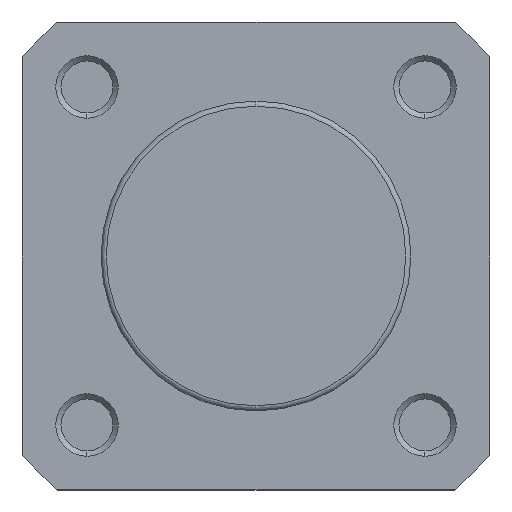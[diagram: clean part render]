
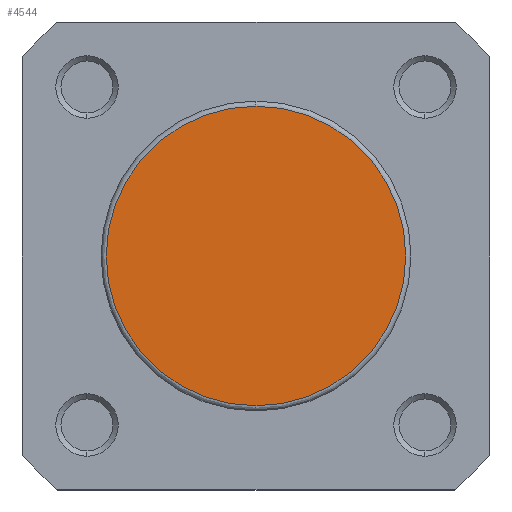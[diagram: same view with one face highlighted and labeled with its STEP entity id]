
A CAD part, left-side view. The second image highlights one B-rep face of the part: STEP entity #4544.
In plain terms, the highlighted planar face has unit normal (-1, 0, 0).
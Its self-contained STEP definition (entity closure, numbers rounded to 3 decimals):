
#289 = ORIENTED_EDGE ( 'NONE', *, *, #1196, .T. ) ;
#290 = ORIENTED_EDGE ( 'NONE', *, *, #1140, .T. ) ;
#610 = EDGE_LOOP ( 'NONE', ( #290, #289 ) ) ;
#1140 = EDGE_CURVE ( 'NONE', #1931, #1930, #4816, .T. ) ;
#1196 = EDGE_CURVE ( 'NONE', #1930, #1931, #4902, .T. ) ;
#1493 = AXIS2_PLACEMENT_3D ( 'NONE', #2469, #2470, #2471 ) ;
#1516 = AXIS2_PLACEMENT_3D ( 'NONE', #2598, #2605, #2606 ) ;
#1930 = VERTEX_POINT ( 'NONE', #3231 ) ;
#1931 = VERTEX_POINT ( 'NONE', #3232 ) ;
#2469 = CARTESIAN_POINT ( 'NONE',  ( 0., 0., 0. ) ) ;
#2470 = DIRECTION ( 'NONE',  ( -1., 0., 0. ) ) ;
#2471 = DIRECTION ( 'NONE',  ( 0., 0., 1. ) ) ;
#2598 = CARTESIAN_POINT ( 'NONE',  ( 0., 0., 0. ) ) ;
#2605 = DIRECTION ( 'NONE',  ( -1., 0., 0. ) ) ;
#2606 = DIRECTION ( 'NONE',  ( 0., 0., 1. ) ) ;
#3231 = CARTESIAN_POINT ( 'NONE',  ( 0., 0., -14.4 ) ) ;
#3232 = CARTESIAN_POINT ( 'NONE',  ( 0., 0., 14.4 ) ) ;
#3628 = CARTESIAN_POINT ( 'NONE',  ( 0., -14.9, 0. ) ) ;
#3629 = PLANE ( 'NONE',  #4167 ) ;
#3630 = DIRECTION ( 'NONE',  ( -1., 0., 0. ) ) ;
#3631 = DIRECTION ( 'NONE',  ( 0., 0., 1. ) ) ;
#4167 = AXIS2_PLACEMENT_3D ( 'NONE', #3628, #3630, #3631 ) ;
#4544 = ADVANCED_FACE ( 'NONE', ( #5310 ), #3629, .T. ) ;
#4816 = CIRCLE ( 'NONE', #1493, 14.4 ) ;
#4902 = CIRCLE ( 'NONE', #1516, 14.4 ) ;
#5310 = FACE_OUTER_BOUND ( 'NONE', #610, .T. ) ;
